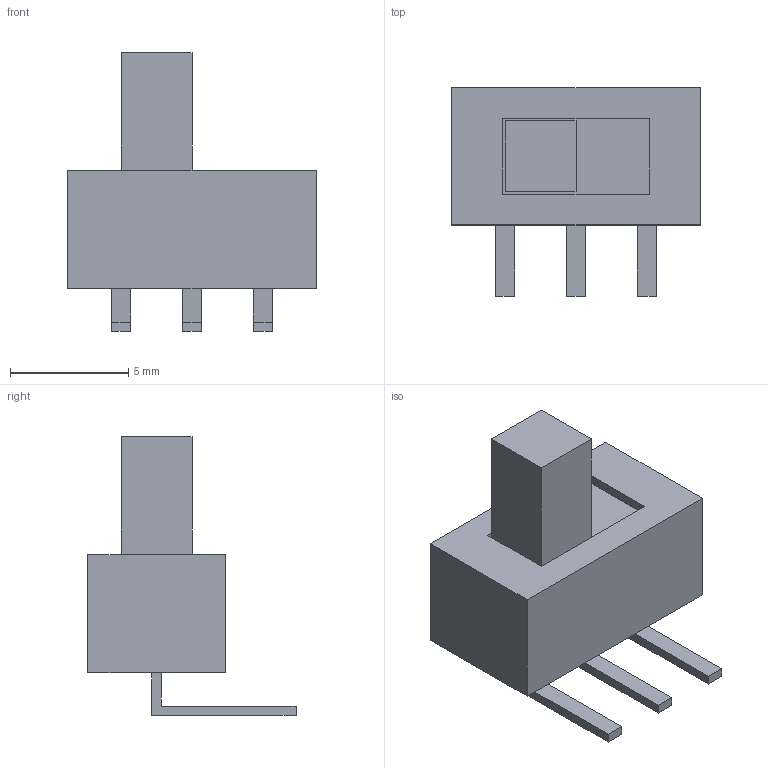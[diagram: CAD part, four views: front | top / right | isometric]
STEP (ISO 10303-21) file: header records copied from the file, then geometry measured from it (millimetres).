
FILE_DESCRIPTION (( 'STEP AP214' ), '1' );
FILE_NAME ('SS12F21G5-G.STEP', '2024-01-26T13:24:10', ( '' ), ( '' ), 'SwSTEP 2.0', 'SolidWorks 2023', '' );
FILE_SCHEMA (( 'AUTOMOTIVE_DESIGN' ));
Length unit declared in the file: millimetre
Products named in the file (1): SS12F21G5-G
Bounding box: 10.5 x 8.8 x 11.8 mm (x, y, z)
Volume: 354.8 mm3; surface area: 431.7 mm2
Topology: 5 solids, 5 shells, 48 faces, 108 edges, 72 vertices
Faces by surface type: plane 48
Entity records: 1811 total; most frequent: CARTESIAN_POINT 229, ORIENTED_EDGE 216, DIRECTION 206, VECTOR 108, LINE 108, EDGE_CURVE 108, VERTEX_POINT 72, EDGE_LOOP 50
